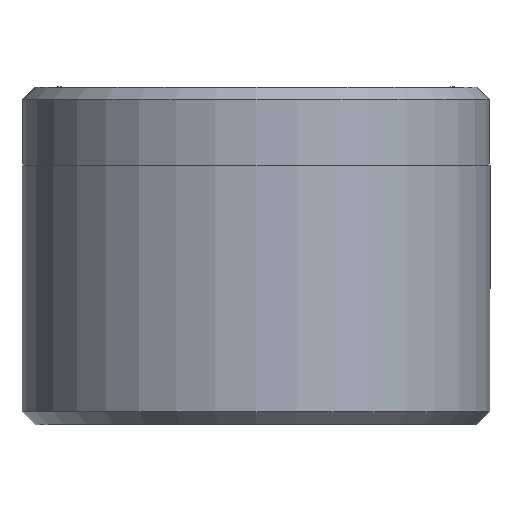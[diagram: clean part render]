
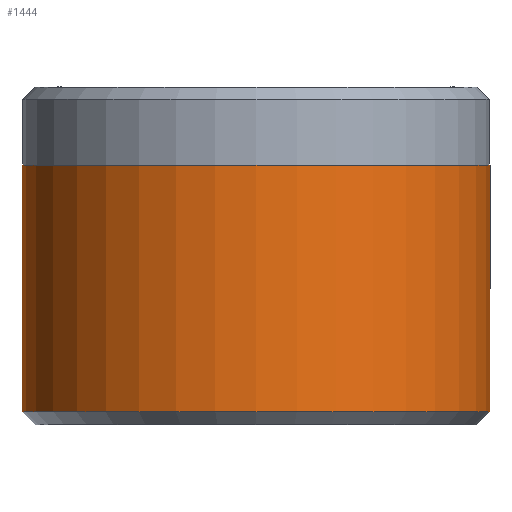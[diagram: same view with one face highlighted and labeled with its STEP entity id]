
A CAD part, front view. The second image highlights one B-rep face of the part: STEP entity #1444.
In plain terms, the highlighted cylindrical face has radius 9 mm (diameter 18 mm), a partial arc.
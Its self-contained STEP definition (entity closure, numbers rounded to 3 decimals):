
#41 = VERTEX_POINT ( 'NONE', #1726 ) ;
#166 = CARTESIAN_POINT ( 'NONE',  ( -9., 0., 0.5 ) ) ;
#250 = LINE ( 'NONE', #1089, #1473 ) ;
#269 = AXIS2_PLACEMENT_3D ( 'NONE', #1913, #574, #2130 ) ;
#372 = CARTESIAN_POINT ( 'NONE',  ( 0., 0., 13. ) ) ;
#382 = CARTESIAN_POINT ( 'NONE',  ( 0., 0., 10. ) ) ;
#407 = CIRCLE ( 'NONE', #1876, 9. ) ;
#491 = ORIENTED_EDGE ( 'NONE', *, *, #499, .F. ) ;
#499 = EDGE_CURVE ( 'NONE', #569, #41, #250, .T. ) ;
#569 = VERTEX_POINT ( 'NONE', #938 ) ;
#574 = DIRECTION ( 'NONE',  ( 0., 0., 1. ) ) ;
#609 = DIRECTION ( 'NONE',  ( 1., 0., 0. ) ) ;
#611 = EDGE_LOOP ( 'NONE', ( #491, #2772, #1330, #1194 ) ) ;
#833 = CYLINDRICAL_SURFACE ( 'NONE', #1651, 9. ) ;
#938 = CARTESIAN_POINT ( 'NONE',  ( 9., 0., 10. ) ) ;
#1089 = CARTESIAN_POINT ( 'NONE',  ( 9., 0., 13. ) ) ;
#1123 = DIRECTION ( 'NONE',  ( 0., 0., -1. ) ) ;
#1149 = LINE ( 'NONE', #2016, #2721 ) ;
#1194 = ORIENTED_EDGE ( 'NONE', *, *, #1279, .T. ) ;
#1245 = DIRECTION ( 'NONE',  ( 0., 0., -1. ) ) ;
#1279 = EDGE_CURVE ( 'NONE', #1605, #41, #1796, .T. ) ;
#1330 = ORIENTED_EDGE ( 'NONE', *, *, #1779, .T. ) ;
#1444 = ADVANCED_FACE ( 'NONE', ( #2267 ), #833, .T. ) ;
#1473 = VECTOR ( 'NONE', #1245, 1000. ) ;
#1506 = DIRECTION ( 'NONE',  ( -1., 0., 0. ) ) ;
#1605 = VERTEX_POINT ( 'NONE', #166 ) ;
#1651 = AXIS2_PLACEMENT_3D ( 'NONE', #372, #1942, #1506 ) ;
#1726 = CARTESIAN_POINT ( 'NONE',  ( 9., 0., 0.5 ) ) ;
#1779 = EDGE_CURVE ( 'NONE', #2479, #1605, #1149, .T. ) ;
#1796 = CIRCLE ( 'NONE', #269, 9. ) ;
#1876 = AXIS2_PLACEMENT_3D ( 'NONE', #382, #1948, #609 ) ;
#1886 = CARTESIAN_POINT ( 'NONE',  ( -9., 0., 10. ) ) ;
#1913 = CARTESIAN_POINT ( 'NONE',  ( 0., 0., 0.5 ) ) ;
#1942 = DIRECTION ( 'NONE',  ( 0., 0., -1. ) ) ;
#1948 = DIRECTION ( 'NONE',  ( 0., 0., 1. ) ) ;
#2016 = CARTESIAN_POINT ( 'NONE',  ( -9., 0., 13. ) ) ;
#2033 = EDGE_CURVE ( 'NONE', #2479, #569, #407, .T. ) ;
#2130 = DIRECTION ( 'NONE',  ( 1., 0., 0. ) ) ;
#2267 = FACE_OUTER_BOUND ( 'NONE', #611, .T. ) ;
#2479 = VERTEX_POINT ( 'NONE', #1886 ) ;
#2721 = VECTOR ( 'NONE', #1123, 1000. ) ;
#2772 = ORIENTED_EDGE ( 'NONE', *, *, #2033, .F. ) ;
